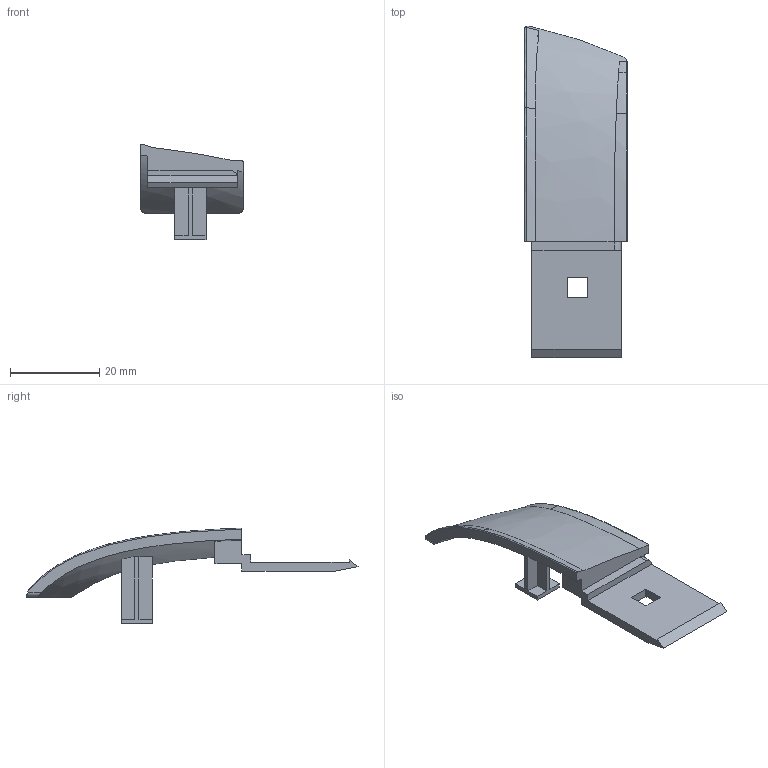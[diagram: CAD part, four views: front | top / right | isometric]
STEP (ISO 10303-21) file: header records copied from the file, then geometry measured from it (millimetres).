
FILE_DESCRIPTION(/* description */ (''),/* implementation_level */ '2;1');
FILE_NAME(/* name */ 'B3.step',/* time_stamp */ '2025-05-18T10:04:48+09:00',/* author */ (''),/* organization */ (''),/* preprocessor_version */ 'ST-DEVELOPER v20.1',/* originating_system */ 'Autodesk Translation Framework v14.4.0.0',/* authorisation */ '');
FILE_SCHEMA (('AUTOMOTIVE_DESIGN { 1 0 10303 214 3 1 1 }'));
Length unit declared in the file: millimetre
Products named in the file (1): B3 (1)
Bounding box: 22.9 x 74.28 x 21.41 mm (x, y, z)
Volume: 4031.2 mm3; surface area: 4404.8 mm2
Topology: 1 solids, 1 shells, 57 faces, 158 edges, 104 vertices
Faces by surface type: plane 40, bspline 14, cylinder 3
Entity records: 2554 total; most frequent: CARTESIAN_POINT 1193, ORIENTED_EDGE 316, DIRECTION 202, EDGE_CURVE 158, VERTEX_POINT 104, LINE 102, VECTOR 102, EDGE_LOOP 60
